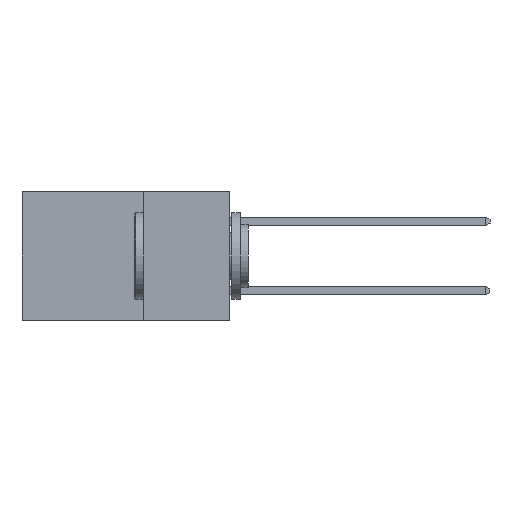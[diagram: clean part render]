
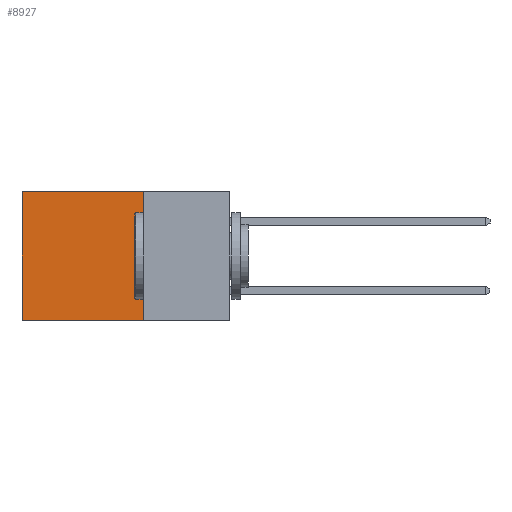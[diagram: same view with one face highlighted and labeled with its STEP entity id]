
A CAD part, left-side view. The second image highlights one B-rep face of the part: STEP entity #8927.
In plain terms, the highlighted planar face has unit normal (-1, 0, 0).
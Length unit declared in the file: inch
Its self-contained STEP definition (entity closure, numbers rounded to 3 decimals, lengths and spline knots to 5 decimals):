
#907 = VERTEX_POINT ( 'NONE', #9886 ) ;
#1280 = EDGE_CURVE ( 'NONE', #907, #13154, #6309, .T. ) ;
#2384 = VERTEX_POINT ( 'NONE', #8772 ) ;
#2405 = VECTOR ( 'NONE', #13028, 39.37008 ) ;
#2867 = PLANE ( 'NONE',  #10426 ) ;
#3081 = DIRECTION ( 'NONE',  ( 0., 1., 0. ) ) ;
#4290 = EDGE_CURVE ( 'NONE', #2384, #6490, #5087, .T. ) ;
#4483 = ORIENTED_EDGE ( 'NONE', *, *, #1280, .F. ) ;
#4750 = ORIENTED_EDGE ( 'NONE', *, *, #11221, .F. ) ;
#4919 = CARTESIAN_POINT ( 'NONE',  ( 0.298, 0.6, 0. ) ) ;
#5013 = CARTESIAN_POINT ( 'NONE',  ( 0.298, 0.25, 0. ) ) ;
#5056 = DIRECTION ( 'NONE',  ( 0., 0., -1. ) ) ;
#5087 = LINE ( 'NONE', #11284, #9730 ) ;
#5879 = DIRECTION ( 'NONE',  ( 0., 1., 0. ) ) ;
#6293 = CARTESIAN_POINT ( 'NONE',  ( 0.298, 0.25, 0. ) ) ;
#6309 = LINE ( 'NONE', #10887, #11134 ) ;
#6425 = EDGE_LOOP ( 'NONE', ( #12082, #4483, #4750, #8854 ) ) ;
#6490 = VERTEX_POINT ( 'NONE', #9194 ) ;
#8370 = EDGE_CURVE ( 'NONE', #6490, #13154, #10196, .T. ) ;
#8772 = CARTESIAN_POINT ( 'NONE',  ( 0.298, 0.25, 0. ) ) ;
#8854 = ORIENTED_EDGE ( 'NONE', *, *, #4290, .T. ) ;
#8927 = ADVANCED_FACE ( 'NONE', ( #13025 ), #2867, .F. ) ;
#9194 = CARTESIAN_POINT ( 'NONE',  ( 0.298, 0.6, 0. ) ) ;
#9730 = VECTOR ( 'NONE', #3081, 39.37008 ) ;
#9886 = CARTESIAN_POINT ( 'NONE',  ( 0.298, 0.25, -0.37 ) ) ;
#10196 = LINE ( 'NONE', #4919, #12456 ) ;
#10299 = CARTESIAN_POINT ( 'NONE',  ( 0.298, 0.6, -0.37 ) ) ;
#10422 = LINE ( 'NONE', #6293, #2405 ) ;
#10426 = AXIS2_PLACEMENT_3D ( 'NONE', #5013, #10931, #5056 ) ;
#10807 = DIRECTION ( 'NONE',  ( 0., 0., -1. ) ) ;
#10887 = CARTESIAN_POINT ( 'NONE',  ( 0.298, 0.25, -0.37 ) ) ;
#10931 = DIRECTION ( 'NONE',  ( 1., 0., 0. ) ) ;
#11134 = VECTOR ( 'NONE', #5879, 39.37008 ) ;
#11221 = EDGE_CURVE ( 'NONE', #2384, #907, #10422, .T. ) ;
#11284 = CARTESIAN_POINT ( 'NONE',  ( 0.298, 0.25, 0. ) ) ;
#12082 = ORIENTED_EDGE ( 'NONE', *, *, #8370, .T. ) ;
#12456 = VECTOR ( 'NONE', #10807, 39.37008 ) ;
#13025 = FACE_OUTER_BOUND ( 'NONE', #6425, .T. ) ;
#13028 = DIRECTION ( 'NONE',  ( 0., 0., -1. ) ) ;
#13154 = VERTEX_POINT ( 'NONE', #10299 ) ;
